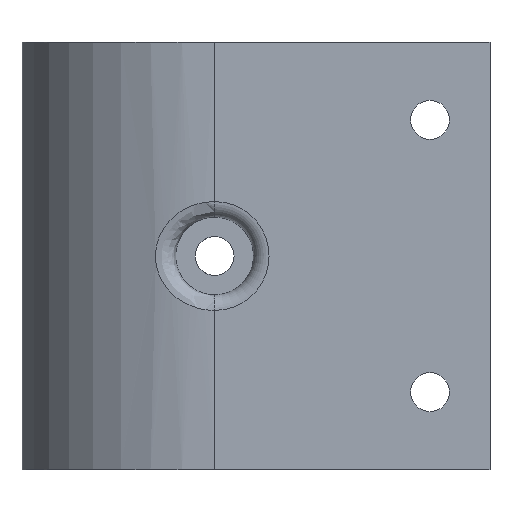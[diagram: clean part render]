
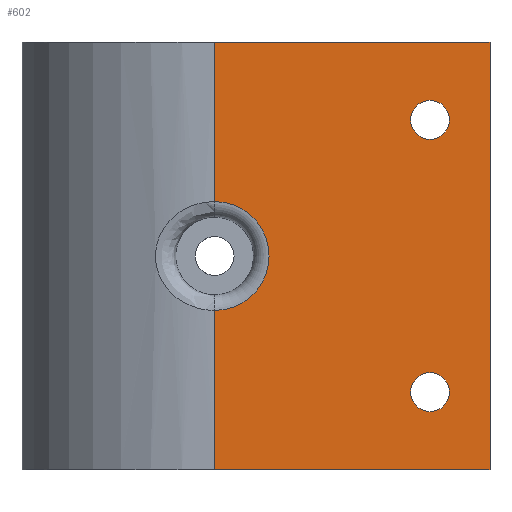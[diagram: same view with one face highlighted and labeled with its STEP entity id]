
A CAD part, front view. The second image highlights one B-rep face of the part: STEP entity #602.
In plain terms, the highlighted planar face has unit normal (0, -1, 0).
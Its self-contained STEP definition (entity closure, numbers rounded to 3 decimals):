
#19=FACE_BOUND('',#113,.T.);
#20=FACE_BOUND('',#114,.T.);
#46=PLANE('',#668);
#77=FACE_OUTER_BOUND('',#112,.T.);
#112=EDGE_LOOP('',(#546,#547,#548,#549,#550,#551));
#113=EDGE_LOOP('',(#552));
#114=EDGE_LOOP('',(#553));
#126=CIRCLE('',#642,7.);
#132=CIRCLE('',#663,2.5);
#133=CIRCLE('',#665,2.5);
#167=LINE('',#921,#225);
#169=LINE('',#927,#227);
#170=LINE('',#939,#228);
#186=LINE('',#1127,#244);
#191=LINE('',#1142,#249);
#225=VECTOR('',#741,10.);
#227=VECTOR('',#747,10.);
#228=VECTOR('',#748,10.);
#244=VECTOR('',#810,10.);
#249=VECTOR('',#829,10.);
#288=VERTEX_POINT('',#918);
#289=VERTEX_POINT('',#920);
#290=VERTEX_POINT('',#924);
#291=VERTEX_POINT('',#926);
#292=VERTEX_POINT('',#928);
#307=VERTEX_POINT('',#1126);
#308=VERTEX_POINT('',#1130);
#309=VERTEX_POINT('',#1134);
#353=EDGE_CURVE('',#288,#289,#167,.T.);
#356=EDGE_CURVE('',#290,#291,#169,.T.);
#358=EDGE_CURVE('',#292,#288,#170,.T.);
#364=EDGE_CURVE('',#291,#292,#126,.T.);
#386=EDGE_CURVE('',#307,#289,#186,.T.);
#388=EDGE_CURVE('',#308,#308,#132,.T.);
#390=EDGE_CURVE('',#309,#309,#133,.T.);
#394=EDGE_CURVE('',#290,#307,#191,.T.);
#546=ORIENTED_EDGE('',*,*,#364,.F.);
#547=ORIENTED_EDGE('',*,*,#356,.F.);
#548=ORIENTED_EDGE('',*,*,#394,.T.);
#549=ORIENTED_EDGE('',*,*,#386,.T.);
#550=ORIENTED_EDGE('',*,*,#353,.F.);
#551=ORIENTED_EDGE('',*,*,#358,.F.);
#552=ORIENTED_EDGE('',*,*,#388,.T.);
#553=ORIENTED_EDGE('',*,*,#390,.T.);
#602=ADVANCED_FACE('',(#77,#19,#20),#46,.T.);
#642=AXIS2_PLACEMENT_3D('',#1047,#755,#756);
#663=AXIS2_PLACEMENT_3D('',#1131,#814,#815);
#665=AXIS2_PLACEMENT_3D('',#1135,#819,#820);
#668=AXIS2_PLACEMENT_3D('',#1141,#827,#828);
#741=DIRECTION('',(1.,0.,0.));
#747=DIRECTION('',(0.,0.,1.));
#748=DIRECTION('',(0.,0.,1.));
#755=DIRECTION('center_axis',(0.,-1.,0.));
#756=DIRECTION('ref_axis',(1.,0.,0.));
#810=DIRECTION('',(0.,0.,1.));
#814=DIRECTION('center_axis',(0.,1.,0.));
#815=DIRECTION('ref_axis',(1.,0.,0.));
#819=DIRECTION('center_axis',(0.,1.,0.));
#820=DIRECTION('ref_axis',(1.,0.,0.));
#827=DIRECTION('center_axis',(0.,-1.,0.));
#828=DIRECTION('ref_axis',(1.,0.,0.));
#829=DIRECTION('',(1.,0.,0.));
#918=CARTESIAN_POINT('',(0.,-25.4,55.));
#920=CARTESIAN_POINT('',(35.4,-25.4,55.));
#921=CARTESIAN_POINT('',(0.,-25.4,55.));
#924=CARTESIAN_POINT('',(0.,-25.4,0.));
#926=CARTESIAN_POINT('',(0.,-25.4,20.5));
#927=CARTESIAN_POINT('',(0.,-25.4,0.));
#928=CARTESIAN_POINT('',(0.,-25.4,34.5));
#939=CARTESIAN_POINT('',(0.,-25.4,0.));
#1047=CARTESIAN_POINT('Origin',(0.,-25.4,27.5));
#1126=CARTESIAN_POINT('',(35.4,-25.4,0.));
#1127=CARTESIAN_POINT('',(35.4,-25.4,0.));
#1130=CARTESIAN_POINT('',(25.2,-25.4,45.));
#1131=CARTESIAN_POINT('Origin',(27.7,-25.4,45.));
#1134=CARTESIAN_POINT('',(25.2,-25.4,10.));
#1135=CARTESIAN_POINT('Origin',(27.7,-25.4,10.));
#1141=CARTESIAN_POINT('Origin',(0.,-25.4,0.));
#1142=CARTESIAN_POINT('',(0.,-25.4,0.));
